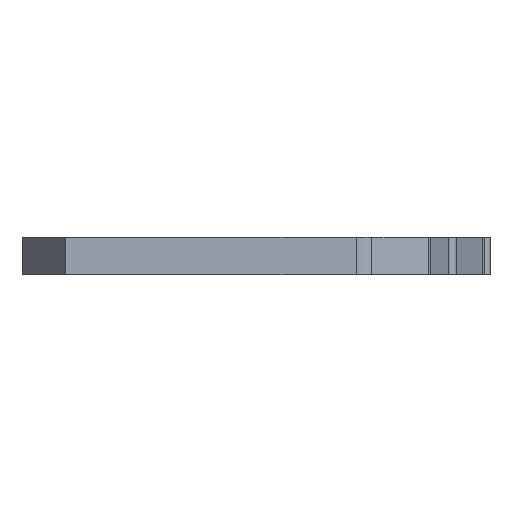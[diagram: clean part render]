
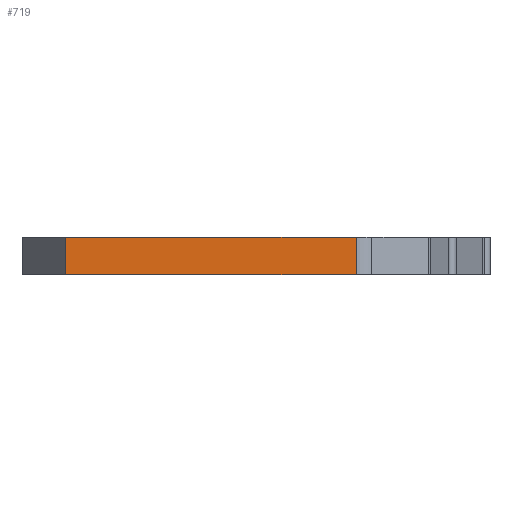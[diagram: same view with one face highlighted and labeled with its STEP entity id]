
A CAD part, left-side view. The second image highlights one B-rep face of the part: STEP entity #719.
In plain terms, the highlighted planar face has unit normal (-1, 0, 0).
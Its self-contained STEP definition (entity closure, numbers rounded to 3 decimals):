
#6 = ORIENTED_EDGE ( 'NONE', *, *, #97, .F. ) ;
#14 = ORIENTED_EDGE ( 'NONE', *, *, #1232, .F. ) ;
#20 = ORIENTED_EDGE ( 'NONE', *, *, #551, .F. ) ;
#62 = LINE ( 'NONE', #806, #899 ) ;
#97 = EDGE_CURVE ( 'NONE', #1351, #1356, #1166, .T. ) ;
#110 = LINE ( 'NONE', #500, #302 ) ;
#144 = CARTESIAN_POINT ( 'NONE',  ( -40.464, 7.149, 2. ) ) ;
#244 = FACE_OUTER_BOUND ( 'NONE', #990, .T. ) ;
#274 = CARTESIAN_POINT ( 'NONE',  ( -40.464, 22.676, 2. ) ) ;
#289 = LINE ( 'NONE', #811, #293 ) ;
#293 = VECTOR ( 'NONE', #823, 1000. ) ;
#302 = VECTOR ( 'NONE', #535, 1000. ) ;
#316 = EDGE_CURVE ( 'NONE', #1351, #1259, #62, .T. ) ;
#458 = AXIS2_PLACEMENT_3D ( 'NONE', #748, #747, #744 ) ;
#468 = CARTESIAN_POINT ( 'NONE',  ( -40.464, 22.676, 0. ) ) ;
#500 = CARTESIAN_POINT ( 'NONE',  ( -40.464, 7.149, 2. ) ) ;
#525 = VERTEX_POINT ( 'NONE', #822 ) ;
#535 = DIRECTION ( 'NONE',  ( 0., 0., -1. ) ) ;
#551 = EDGE_CURVE ( 'NONE', #525, #1259, #289, .T. ) ;
#719 = ADVANCED_FACE ( 'NONE', ( #244 ), #773, .F. ) ;
#731 = DIRECTION ( 'NONE',  ( 0., 0., -1. ) ) ;
#744 = DIRECTION ( 'NONE',  ( 0., 0., -1. ) ) ;
#747 = DIRECTION ( 'NONE',  ( 1., 0., 0. ) ) ;
#748 = CARTESIAN_POINT ( 'NONE',  ( -40.464, 22.676, 2. ) ) ;
#752 = DIRECTION ( 'NONE',  ( 0., -1., 0. ) ) ;
#773 = PLANE ( 'NONE',  #458 ) ;
#806 = CARTESIAN_POINT ( 'NONE',  ( -40.464, 22.676, 2. ) ) ;
#811 = CARTESIAN_POINT ( 'NONE',  ( -40.464, 12.227, 0. ) ) ;
#822 = CARTESIAN_POINT ( 'NONE',  ( -40.464, 7.149, 0. ) ) ;
#823 = DIRECTION ( 'NONE',  ( 0., 1., 0. ) ) ;
#878 = ORIENTED_EDGE ( 'NONE', *, *, #316, .T. ) ;
#899 = VECTOR ( 'NONE', #731, 1000. ) ;
#913 = VECTOR ( 'NONE', #752, 1000. ) ;
#990 = EDGE_LOOP ( 'NONE', ( #14, #6, #878, #20 ) ) ;
#1140 = CARTESIAN_POINT ( 'NONE',  ( -40.464, 22.676, 2. ) ) ;
#1166 = LINE ( 'NONE', #1140, #913 ) ;
#1232 = EDGE_CURVE ( 'NONE', #1356, #525, #110, .T. ) ;
#1259 = VERTEX_POINT ( 'NONE', #468 ) ;
#1351 = VERTEX_POINT ( 'NONE', #274 ) ;
#1356 = VERTEX_POINT ( 'NONE', #144 ) ;
